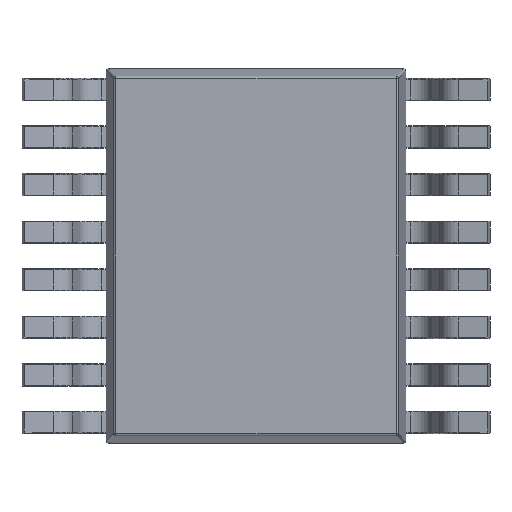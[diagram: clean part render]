
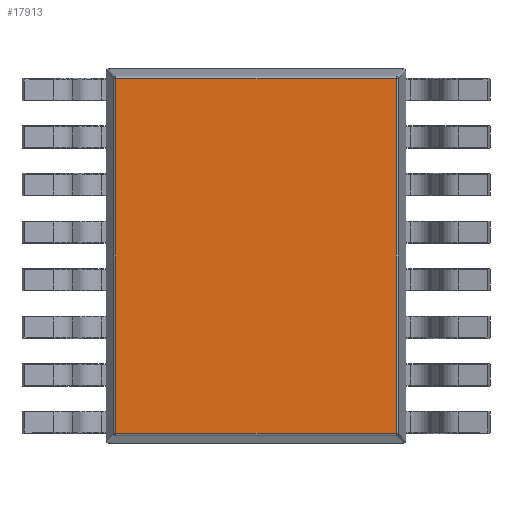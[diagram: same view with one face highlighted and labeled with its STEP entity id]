
A CAD part, front view. The second image highlights one B-rep face of the part: STEP entity #17913.
In plain terms, the highlighted planar face has unit normal (0, -1, 0).
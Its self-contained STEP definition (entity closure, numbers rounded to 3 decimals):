
#508 = DIRECTION ( 'NONE',  ( 0., 0., -1. ) ) ;
#1527 = EDGE_CURVE ( 'NONE', #27003, #30184, #19983, .T. ) ;
#1888 = CARTESIAN_POINT ( 'NONE',  ( -1.874, -0.75, 2.371 ) ) ;
#2448 = ORIENTED_EDGE ( 'NONE', *, *, #28929, .F. ) ;
#2644 = CARTESIAN_POINT ( 'NONE',  ( 1.874, -0.75, -2.371 ) ) ;
#4747 = CARTESIAN_POINT ( 'NONE',  ( -1.874, -0.75, -2.5 ) ) ;
#5926 = EDGE_LOOP ( 'NONE', ( #2448, #16497, #26351, #7115 ) ) ;
#7115 = ORIENTED_EDGE ( 'NONE', *, *, #1527, .F. ) ;
#7117 = LINE ( 'NONE', #18561, #14015 ) ;
#9549 = DIRECTION ( 'NONE',  ( 1., 0., 0. ) ) ;
#10279 = DIRECTION ( 'NONE',  ( 0., 1., 0. ) ) ;
#10951 = LINE ( 'NONE', #27551, #17778 ) ;
#12553 = CARTESIAN_POINT ( 'NONE',  ( 1.874, -0.75, 2.371 ) ) ;
#12682 = AXIS2_PLACEMENT_3D ( 'NONE', #25687, #10279, #28287 ) ;
#12769 = PLANE ( 'NONE',  #12682 ) ;
#12967 = VERTEX_POINT ( 'NONE', #2644 ) ;
#13161 = FACE_OUTER_BOUND ( 'NONE', #5926, .T. ) ;
#14015 = VECTOR ( 'NONE', #508, 1000. ) ;
#14519 = EDGE_CURVE ( 'NONE', #30184, #25381, #10951, .T. ) ;
#16497 = ORIENTED_EDGE ( 'NONE', *, *, #18886, .F. ) ;
#17778 = VECTOR ( 'NONE', #9549, 1000. ) ;
#17913 = ADVANCED_FACE ( 'NONE', ( #13161 ), #12769, .F. ) ;
#18561 = CARTESIAN_POINT ( 'NONE',  ( 1.874, -0.75, -2.5 ) ) ;
#18886 = EDGE_CURVE ( 'NONE', #25381, #12967, #7117, .T. ) ;
#19218 = VECTOR ( 'NONE', #32936, 1000. ) ;
#19983 = LINE ( 'NONE', #4747, #19218 ) ;
#25381 = VERTEX_POINT ( 'NONE', #12553 ) ;
#25687 = CARTESIAN_POINT ( 'NONE',  ( 0., -0.75, -2.5 ) ) ;
#26351 = ORIENTED_EDGE ( 'NONE', *, *, #14519, .F. ) ;
#26913 = LINE ( 'NONE', #27468, #32940 ) ;
#27003 = VERTEX_POINT ( 'NONE', #32291 ) ;
#27468 = CARTESIAN_POINT ( 'NONE',  ( 0., -0.75, -2.371 ) ) ;
#27551 = CARTESIAN_POINT ( 'NONE',  ( 0., -0.75, 2.371 ) ) ;
#28287 = DIRECTION ( 'NONE',  ( -1., 0., 0. ) ) ;
#28929 = EDGE_CURVE ( 'NONE', #12967, #27003, #26913, .T. ) ;
#30067 = DIRECTION ( 'NONE',  ( -1., 0., 0. ) ) ;
#30184 = VERTEX_POINT ( 'NONE', #1888 ) ;
#32291 = CARTESIAN_POINT ( 'NONE',  ( -1.874, -0.75, -2.371 ) ) ;
#32936 = DIRECTION ( 'NONE',  ( 0., 0., 1. ) ) ;
#32940 = VECTOR ( 'NONE', #30067, 1000. ) ;
